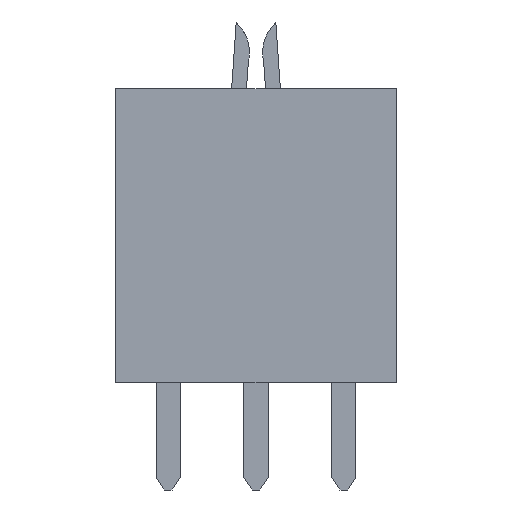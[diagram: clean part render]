
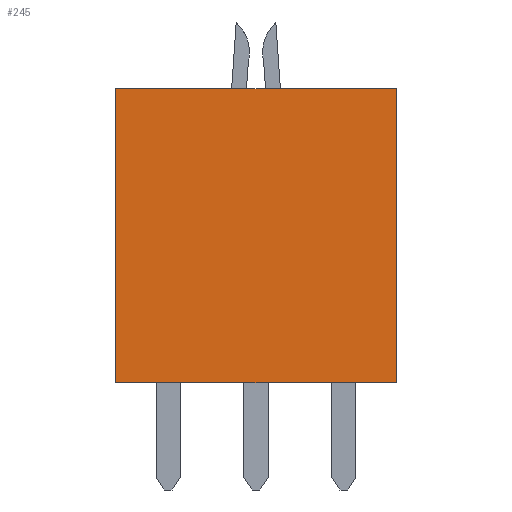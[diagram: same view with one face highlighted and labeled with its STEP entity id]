
A CAD part, front view. The second image highlights one B-rep face of the part: STEP entity #245.
In plain terms, the highlighted planar face has unit normal (0, -1, 0).
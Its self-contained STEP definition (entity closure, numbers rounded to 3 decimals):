
#245 = ADVANCED_FACE( '', ( #489 ), #490, .T. );
#489 = FACE_OUTER_BOUND( '', #728, .T. );
#490 = PLANE( '', #729 );
#728 = EDGE_LOOP( '', ( #1406, #1407, #1408, #1409 ) );
#729 = AXIS2_PLACEMENT_3D( '', #1410, #1411, #1412 );
#1406 = ORIENTED_EDGE( '', *, *, #1564, .T. );
#1407 = ORIENTED_EDGE( '', *, *, #1599, .T. );
#1408 = ORIENTED_EDGE( '', *, *, #1512, .T. );
#1409 = ORIENTED_EDGE( '', *, *, #1636, .T. );
#1410 = CARTESIAN_POINT( '', ( 0., -1.25, 0. ) );
#1411 = DIRECTION( '', ( 0., -1., 0. ) );
#1412 = DIRECTION( '', ( 0., 0., -1. ) );
#1512 = EDGE_CURVE( '', #1848, #1846, #1849, .T. );
#1564 = EDGE_CURVE( '', #1927, #1925, #1928, .T. );
#1599 = EDGE_CURVE( '', #1925, #1848, #1971, .T. );
#1636 = EDGE_CURVE( '', #1846, #1927, #2016, .T. );
#1846 = VERTEX_POINT( '', #2321 );
#1848 = VERTEX_POINT( '', #2324 );
#1849 = LINE( '', #2325, #2326 );
#1925 = VERTEX_POINT( '', #2440 );
#1927 = VERTEX_POINT( '', #2443 );
#1928 = LINE( '', #2444, #2445 );
#1971 = LINE( '', #2511, #2512 );
#2016 = LINE( '', #2583, #2584 );
#2321 = CARTESIAN_POINT( '', ( 4.06, -1.25, -4.25 ) );
#2324 = CARTESIAN_POINT( '', ( -4.06, -1.25, -4.25 ) );
#2325 = CARTESIAN_POINT( '', ( -4.06, -1.25, -4.25 ) );
#2326 = VECTOR( '', #2723, 1000. );
#2440 = CARTESIAN_POINT( '', ( -4.06, -1.25, 4.25 ) );
#2443 = CARTESIAN_POINT( '', ( 4.06, -1.25, 4.25 ) );
#2444 = CARTESIAN_POINT( '', ( 4.06, -1.25, 4.25 ) );
#2445 = VECTOR( '', #2766, 1000. );
#2511 = CARTESIAN_POINT( '', ( -4.06, -1.25, 4.25 ) );
#2512 = VECTOR( '', #2790, 1000. );
#2583 = CARTESIAN_POINT( '', ( 4.06, -1.25, -4.25 ) );
#2584 = VECTOR( '', #2815, 1000. );
#2723 = DIRECTION( '', ( 1., 0., 0. ) );
#2766 = DIRECTION( '', ( -1., 0., 0. ) );
#2790 = DIRECTION( '', ( 0., 0., -1. ) );
#2815 = DIRECTION( '', ( 0., 0., 1. ) );
